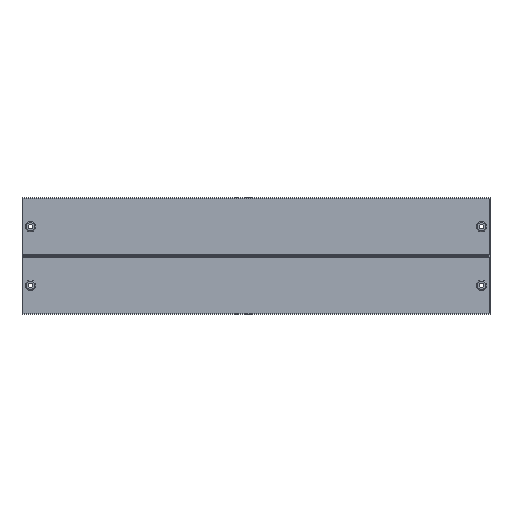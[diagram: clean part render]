
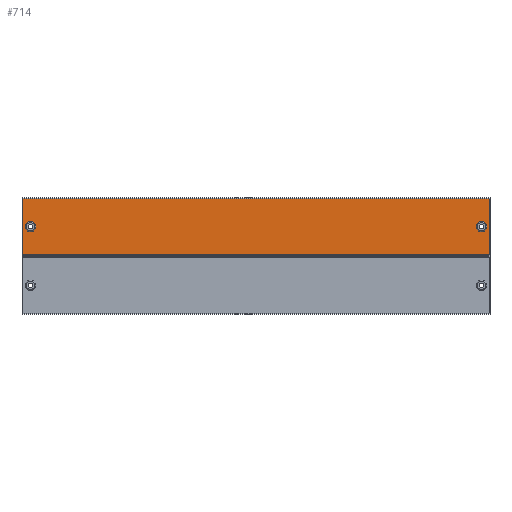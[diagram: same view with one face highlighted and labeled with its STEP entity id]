
A CAD part, top view. The second image highlights one B-rep face of the part: STEP entity #714.
In plain terms, the highlighted planar face has unit normal (0, 0, 1).
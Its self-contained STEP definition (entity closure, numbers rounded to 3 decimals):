
#200 = ORIENTED_EDGE ( 'NONE', *, *, #283, .F. ) ;
#205 = CARTESIAN_POINT ( 'NONE',  ( 0., 0., 1.5 ) ) ;
#209 = LINE ( 'NONE', #1671, #1970 ) ;
#243 = FACE_BOUND ( 'NONE', #1466, .T. ) ;
#283 = EDGE_CURVE ( 'NONE', #777, #2177, #588, .T. ) ;
#285 = CARTESIAN_POINT ( 'NONE',  ( 106.875, -50., 1.5 ) ) ;
#310 = CIRCLE ( 'NONE', #866, 8.625 ) ;
#317 = ORIENTED_EDGE ( 'NONE', *, *, #2014, .T. ) ;
#357 = EDGE_CURVE ( 'NONE', #2315, #1594, #575, .T. ) ;
#375 = DIRECTION ( 'NONE',  ( 1., 0., 0. ) ) ;
#421 = FACE_OUTER_BOUND ( 'NONE', #872, .T. ) ;
#455 = ORIENTED_EDGE ( 'NONE', *, *, #1456, .T. ) ;
#478 = CARTESIAN_POINT ( 'NONE',  ( 115.5, -50., 1.5 ) ) ;
#490 = DIRECTION ( 'NONE',  ( 0., -1., 0. ) ) ;
#509 = VERTEX_POINT ( 'NONE', #285 ) ;
#547 = EDGE_CURVE ( 'NONE', #1716, #509, #2036, .T. ) ;
#553 = CARTESIAN_POINT ( 'NONE',  ( 884.5, -50., 1.5 ) ) ;
#575 = LINE ( 'NONE', #1491, #890 ) ;
#588 = CIRCLE ( 'NONE', #1963, 8.625 ) ;
#673 = CIRCLE ( 'NONE', #2322, 8.625 ) ;
#714 = ADVANCED_FACE ( 'NONE', ( #2041, #421, #243 ), #1476, .T. ) ;
#760 = DIRECTION ( 'NONE',  ( 0., 0., 1. ) ) ;
#765 = DIRECTION ( 'NONE',  ( 0., 1., 0. ) ) ;
#777 = VERTEX_POINT ( 'NONE', #922 ) ;
#792 = EDGE_CURVE ( 'NONE', #2177, #777, #673, .T. ) ;
#866 = AXIS2_PLACEMENT_3D ( 'NONE', #1843, #1318, #1852 ) ;
#872 = EDGE_LOOP ( 'NONE', ( #455, #317, #2280, #1719 ) ) ;
#890 = VECTOR ( 'NONE', #765, 1000. ) ;
#922 = CARTESIAN_POINT ( 'NONE',  ( 875.875, -50., 1.5 ) ) ;
#955 = CARTESIAN_POINT ( 'NONE',  ( 897.5, -2., 1.5 ) ) ;
#994 = DIRECTION ( 'NONE',  ( 1., 0., 0. ) ) ;
#996 = CARTESIAN_POINT ( 'NONE',  ( 884.5, -50., 1.5 ) ) ;
#999 = ORIENTED_EDGE ( 'NONE', *, *, #547, .F. ) ;
#1141 = VERTEX_POINT ( 'NONE', #1673 ) ;
#1198 = ORIENTED_EDGE ( 'NONE', *, *, #1737, .F. ) ;
#1212 = DIRECTION ( 'NONE',  ( 1., 0., 0. ) ) ;
#1279 = LINE ( 'NONE', #2365, #1935 ) ;
#1303 = CARTESIAN_POINT ( 'NONE',  ( 102.5, -2., 1.5 ) ) ;
#1318 = DIRECTION ( 'NONE',  ( 0., 0., 1. ) ) ;
#1326 = AXIS2_PLACEMENT_3D ( 'NONE', #205, #760, #375 ) ;
#1399 = LINE ( 'NONE', #2121, #2191 ) ;
#1456 = EDGE_CURVE ( 'NONE', #1652, #1141, #1399, .T. ) ;
#1466 = EDGE_LOOP ( 'NONE', ( #1198, #999 ) ) ;
#1476 = PLANE ( 'NONE',  #1326 ) ;
#1491 = CARTESIAN_POINT ( 'NONE',  ( 897.5, -0.5, 1.5 ) ) ;
#1500 = DIRECTION ( 'NONE',  ( -1., 0., 0. ) ) ;
#1529 = CARTESIAN_POINT ( 'NONE',  ( 124.125, -50., 1.5 ) ) ;
#1594 = VERTEX_POINT ( 'NONE', #955 ) ;
#1652 = VERTEX_POINT ( 'NONE', #1303 ) ;
#1671 = CARTESIAN_POINT ( 'NONE',  ( 101., -2., 1.5 ) ) ;
#1673 = CARTESIAN_POINT ( 'NONE',  ( 102.5, -98., 1.5 ) ) ;
#1716 = VERTEX_POINT ( 'NONE', #1529 ) ;
#1719 = ORIENTED_EDGE ( 'NONE', *, *, #2297, .T. ) ;
#1737 = EDGE_CURVE ( 'NONE', #509, #1716, #310, .T. ) ;
#1779 = AXIS2_PLACEMENT_3D ( 'NONE', #478, #1941, #1212 ) ;
#1843 = CARTESIAN_POINT ( 'NONE',  ( 115.5, -50., 1.5 ) ) ;
#1852 = DIRECTION ( 'NONE',  ( 1., 0., 0. ) ) ;
#1905 = CARTESIAN_POINT ( 'NONE',  ( 893.125, -50., 1.5 ) ) ;
#1935 = VECTOR ( 'NONE', #994, 1000. ) ;
#1941 = DIRECTION ( 'NONE',  ( 0., 0., 1. ) ) ;
#1954 = DIRECTION ( 'NONE',  ( 0., 0., 1. ) ) ;
#1963 = AXIS2_PLACEMENT_3D ( 'NONE', #996, #2063, #2091 ) ;
#1970 = VECTOR ( 'NONE', #1500, 1000. ) ;
#1990 = DIRECTION ( 'NONE',  ( 1., 0., 0. ) ) ;
#2014 = EDGE_CURVE ( 'NONE', #1141, #2315, #1279, .T. ) ;
#2028 = ORIENTED_EDGE ( 'NONE', *, *, #792, .F. ) ;
#2036 = CIRCLE ( 'NONE', #1779, 8.625 ) ;
#2041 = FACE_BOUND ( 'NONE', #2107, .T. ) ;
#2063 = DIRECTION ( 'NONE',  ( 0., 0., 1. ) ) ;
#2091 = DIRECTION ( 'NONE',  ( 1., 0., 0. ) ) ;
#2107 = EDGE_LOOP ( 'NONE', ( #200, #2028 ) ) ;
#2121 = CARTESIAN_POINT ( 'NONE',  ( 102.5, -0.5, 1.5 ) ) ;
#2177 = VERTEX_POINT ( 'NONE', #1905 ) ;
#2191 = VECTOR ( 'NONE', #490, 1000. ) ;
#2210 = CARTESIAN_POINT ( 'NONE',  ( 897.5, -98., 1.5 ) ) ;
#2280 = ORIENTED_EDGE ( 'NONE', *, *, #357, .T. ) ;
#2297 = EDGE_CURVE ( 'NONE', #1594, #1652, #209, .T. ) ;
#2315 = VERTEX_POINT ( 'NONE', #2210 ) ;
#2322 = AXIS2_PLACEMENT_3D ( 'NONE', #553, #1954, #1990 ) ;
#2365 = CARTESIAN_POINT ( 'NONE',  ( 101., -98., 1.5 ) ) ;
